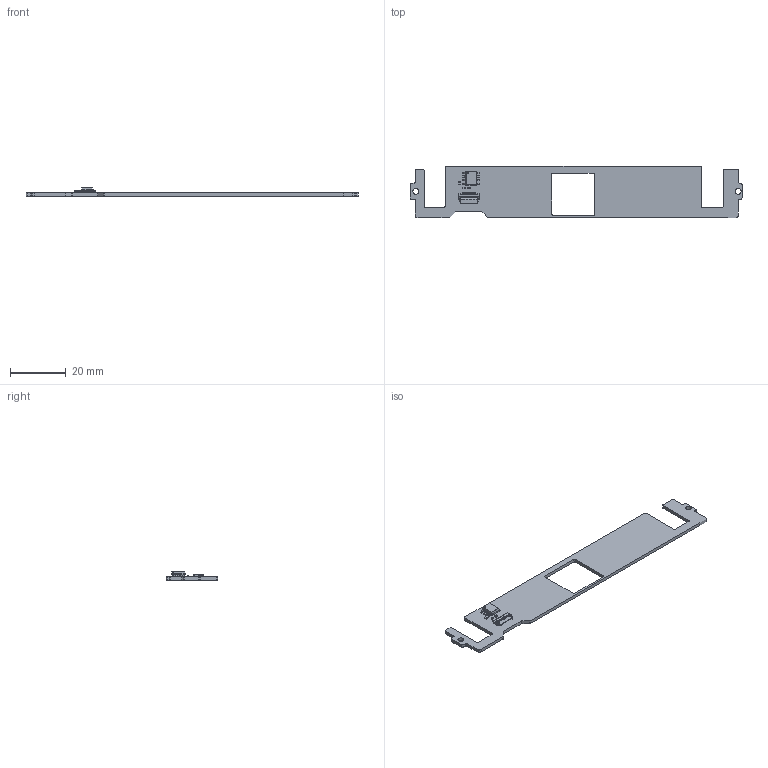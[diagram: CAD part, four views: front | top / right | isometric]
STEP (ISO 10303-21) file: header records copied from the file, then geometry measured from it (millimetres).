
FILE_DESCRIPTION(('KiCad electronic assembly'),'2;1');
FILE_NAME('capacitive_proxsensor.step','2024-11-22T21:14:21',('Pcbnew'), ('Kicad'),'Open CASCADE STEP processor 7.8','KiCad to STEP converter', 'Unknown');
FILE_SCHEMA(('AUTOMOTIVE_DESIGN { 1 0 10303 214 1 1 1 1 }'));
Length unit declared in the file: millimetre
Products named in the file (10): capacitive_proxsensor 1; 006809610010; CAP1293-1-SN; ASSEMBLY; R_0402_1005Metric; C_0402_1005Metric; pico_stroke_capacitive_sensor_PCB
Assembly tree (10 placements, depth 3):
  capacitive_proxsensor 1
    006809610010
      006809610010
    CAP1293-1-SN
      ASSEMBLY
    R_0402_1005Metric  x2
      R_0402_1005Metric
    C_0402_1005Metric
      C_0402_1005Metric
    pico_stroke_capacitive_sensor_PCB
Bounding box: 119.6 x 18.39 x 3 mm (x, y, z)
Volume: 2029.7 mm3; surface area: 3978.1 mm2
Topology: 14 solids, 14 shells, 666 faces, 1888 edges, 1251 vertices
Faces by surface type: plane 460, cylinder 200, cone 4, sphere 2
Full cylindrical faces by diameter (mm): 0.487 x1, 2.1 x2
Entity records: 21604 total; most frequent: CARTESIAN_POINT 4601, ORIENTED_EDGE 3640, DIRECTION 3172, EDGE_CURVE 1820, VERTEX_POINT 1207, LINE 1194, VECTOR 1194, AXIS2_PLACEMENT_3D 989
